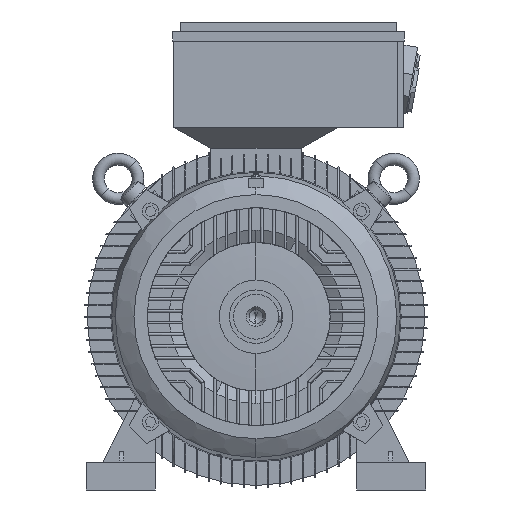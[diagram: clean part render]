
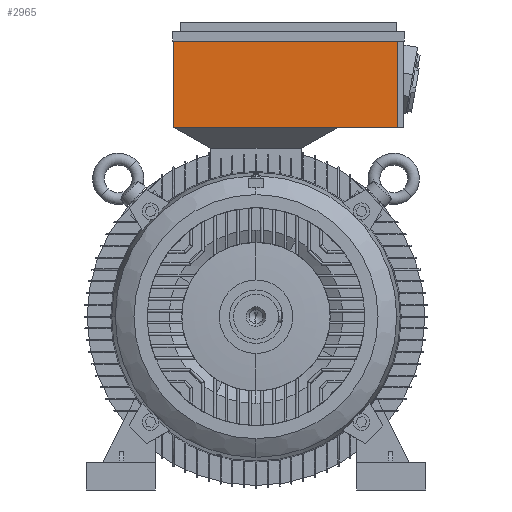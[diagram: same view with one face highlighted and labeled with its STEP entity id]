
A CAD part, left-side view. The second image highlights one B-rep face of the part: STEP entity #2965.
In plain terms, the highlighted planar face has unit normal (-1, 0, 0).
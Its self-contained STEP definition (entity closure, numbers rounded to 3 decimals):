
#2965=ADVANCED_FACE('',(#6672),#6673,.F.);
#6672=FACE_OUTER_BOUND('',#11107,.T.);
#6673=PLANE('',#11108);
#11107=EDGE_LOOP('',(#20318,#20319,#20320,#20321));
#11108=AXIS2_PLACEMENT_3D('',#20322,#20323,#20324);
#20318=ORIENTED_EDGE('',*,*,#30137,.T.);
#20319=ORIENTED_EDGE('',*,*,#30139,.F.);
#20320=ORIENTED_EDGE('',*,*,#30140,.F.);
#20321=ORIENTED_EDGE('',*,*,#30071,.F.);
#20322=CARTESIAN_POINT('',(-27.5,-42.25,335.0));
#20323=DIRECTION('',(1.0,0.0,-0.0));
#20324=DIRECTION('',(0.0,0.0,1.0));
#30071=EDGE_CURVE('',#37068,#37070,#37071,.T.);
#30137=EDGE_CURVE('',#37068,#37145,#37147,.T.);
#30139=EDGE_CURVE('',#37149,#37145,#37150,.T.);
#30140=EDGE_CURVE('',#37070,#37149,#37151,.T.);
#37068=VERTEX_POINT('',#52015);
#37070=VERTEX_POINT('',#52018);
#37071=LINE('',#52019,#52020);
#37145=VERTEX_POINT('',#52204);
#37147=LINE('',#52207,#52208);
#37149=VERTEX_POINT('',#52210);
#37150=LINE('',#52211,#52212);
#37151=LINE('',#52213,#52214);
#52015=CARTESIAN_POINT('',(-27.5,119.5,397.5));
#52018=CARTESIAN_POINT('',(-27.5,-204.0,397.5));
#52019=CARTESIAN_POINT('',(-27.5,-42.25,397.5));
#52020=VECTOR('',#72270,1.0);
#52204=CARTESIAN_POINT('',(-27.5,119.5,272.5));
#52207=CARTESIAN_POINT('',(-27.5,119.5,335.0));
#52208=VECTOR('',#72353,1.0);
#52210=CARTESIAN_POINT('',(-27.5,-204.0,272.5));
#52211=CARTESIAN_POINT('',(-27.5,-42.25,272.5));
#52212=VECTOR('',#72354,1.0);
#52213=CARTESIAN_POINT('',(-27.5,-204.0,335.0));
#52214=VECTOR('',#72355,1.0);
#72270=DIRECTION('',(0.0,-1.0,0.0));
#72353=DIRECTION('',(0.0,0.0,-1.0));
#72354=DIRECTION('',(0.0,1.0,0.0));
#72355=DIRECTION('',(0.0,0.0,-1.0));
